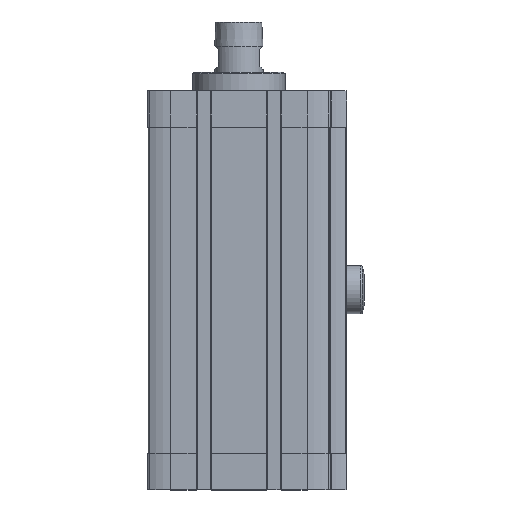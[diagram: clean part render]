
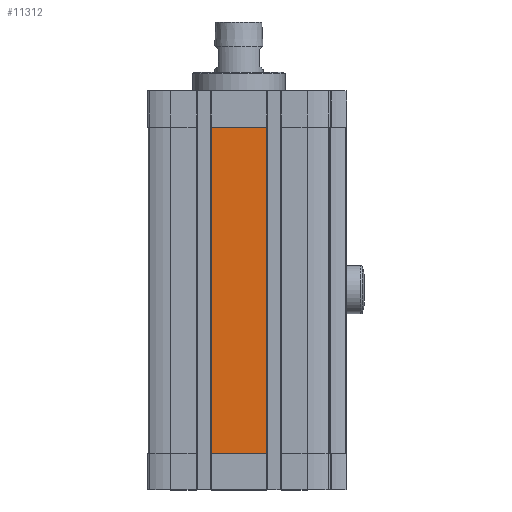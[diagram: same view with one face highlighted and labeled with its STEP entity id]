
A CAD part, top view. The second image highlights one B-rep face of the part: STEP entity #11312.
In plain terms, the highlighted planar face has unit normal (0, 0, 1).
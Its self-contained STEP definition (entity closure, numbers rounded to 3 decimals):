
#145=PLANE('',#12356);
#975=LINE('',#18528,#1881);
#976=LINE('',#18534,#1882);
#977=LINE('',#18538,#1883);
#978=LINE('',#18540,#1884);
#1881=VECTOR('',#14624,1000.);
#1882=VECTOR('',#14631,1000.);
#1883=VECTOR('',#14636,1000.);
#1884=VECTOR('',#14639,1000.);
#4250=ORIENTED_EDGE('',*,*,#6945,.T.);
#4251=ORIENTED_EDGE('',*,*,#6947,.F.);
#4252=ORIENTED_EDGE('',*,*,#6942,.F.);
#4253=ORIENTED_EDGE('',*,*,#6948,.T.);
#6942=EDGE_CURVE('',#8368,#8369,#975,.T.);
#6945=EDGE_CURVE('',#8371,#8370,#976,.T.);
#6947=EDGE_CURVE('',#8369,#8370,#977,.T.);
#6948=EDGE_CURVE('',#8368,#8371,#978,.T.);
#8368=VERTEX_POINT('',#18527);
#8369=VERTEX_POINT('',#18529);
#8370=VERTEX_POINT('',#18533);
#8371=VERTEX_POINT('',#18535);
#9665=EDGE_LOOP('',(#4250,#4251,#4252,#4253));
#10475=FACE_BOUND('',#9665,.T.);
#11312=ADVANCED_FACE('',(#10475),#145,.F.);
#12356=AXIS2_PLACEMENT_3D('',#18539,#14637,#14638);
#14624=DIRECTION('',(1.,0.,0.));
#14631=DIRECTION('',(1.,0.,0.));
#14636=DIRECTION('',(0.,-1.,0.));
#14637=DIRECTION('',(0.,0.,-1.));
#14638=DIRECTION('',(-1.,0.,0.));
#14639=DIRECTION('',(0.,-1.,0.));
#18527=CARTESIAN_POINT('',(-11.4,149.9,37.5));
#18528=CARTESIAN_POINT('',(-11.4,149.9,37.5));
#18529=CARTESIAN_POINT('',(11.4,149.9,37.5));
#18533=CARTESIAN_POINT('',(11.4,15.,37.5));
#18534=CARTESIAN_POINT('',(-11.4,15.,37.5));
#18535=CARTESIAN_POINT('',(-11.4,15.,37.5));
#18538=CARTESIAN_POINT('',(11.4,149.9,37.5));
#18539=CARTESIAN_POINT('',(-11.4,149.9,37.5));
#18540=CARTESIAN_POINT('',(-11.4,149.9,37.5));
